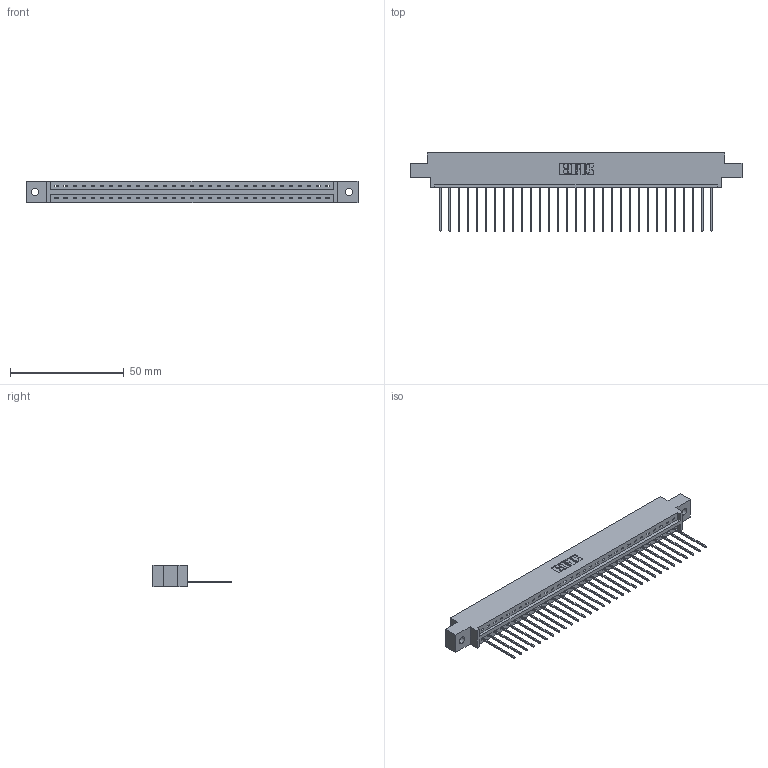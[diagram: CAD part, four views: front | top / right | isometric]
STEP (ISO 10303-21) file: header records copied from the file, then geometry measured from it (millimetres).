
FILE_DESCRIPTION (( 'STEP AP203' ), '1' );
FILE_NAME ('387-031-541-602.STEP', '2018-09-18T04:43:00', ( '' ), ( '' ), 'SwSTEP 2.0', 'SolidWorks 2016', '' );
FILE_SCHEMA (( 'CONFIG_CONTROL_DESIGN' ));
Length unit declared in the file: inch
Products named in the file (3): 337 Part_0.170 Offset - 0.128 Dia; 345-292-001_345-293-141; 387-031-541-602
Assembly tree (32 placements, depth 2):
  387-031-541-602
    337 Part_0.170 Offset - 0.128 Dia
    345-292-001_345-293-141  x31
Bounding box: 145.85 x 34.3 x 9.4 mm (x, y, z)
Volume: 14968.8 mm3; surface area: 15862.8 mm2
Topology: 32 solids, 32 shells, 2040 faces, 6151 edges, 4058 vertices
Faces by surface type: plane 1500, cylinder 540
Entity records: 24619 total; most frequent: CARTESIAN_POINT 4295, ORIENTED_EDGE 4262, DIRECTION 3637, EDGE_CURVE 2131, VECTOR 2003, LINE 2003, VERTEX_POINT 1418, AXIS2_PLACEMENT_3D 817
